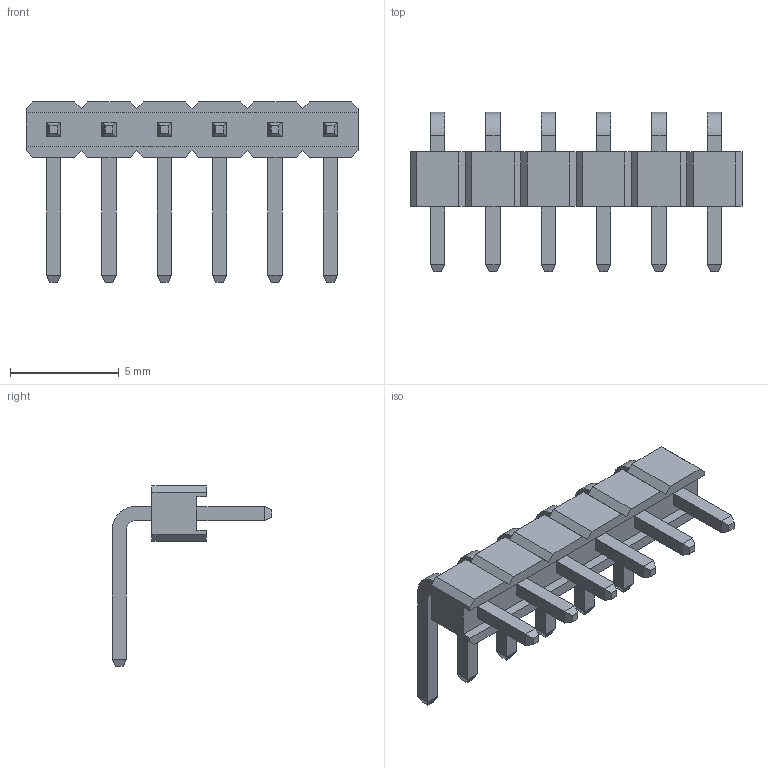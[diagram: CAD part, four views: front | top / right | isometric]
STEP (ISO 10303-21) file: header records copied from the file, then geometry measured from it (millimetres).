
FILE_DESCRIPTION (( 'STEP AP214' ), '1' );
FILE_NAME ('SW3dPS-0.1inch pin strip right angle.STEP', '2009-09-17T21:49:02', ( 'sysAdmin' ), ( 'SolidWorks' ), 'SwSTEP 2.0', 'SolidWorks 2009', '' );
FILE_SCHEMA (( 'AUTOMOTIVE_DESIGN' ));
Length unit declared in the file: millimetre
Products named in the file (1): SW3dPS-0.1inch pin strip right angle
Bounding box: 15.24 x 7.33 x 8.27 mm (x, y, z)
Volume: 112.6 mm3; surface area: 356.8 mm2
Topology: 1 solids, 1 shells, 176 faces, 438 edges, 276 vertices
Faces by surface type: plane 164, cylinder 12
Entity records: 5600 total; most frequent: CARTESIAN_POINT 891, ORIENTED_EDGE 876, DIRECTION 816, EDGE_CURVE 438, LINE 414, VECTOR 414, VERTEX_POINT 276, AXIS2_PLACEMENT_3D 201
